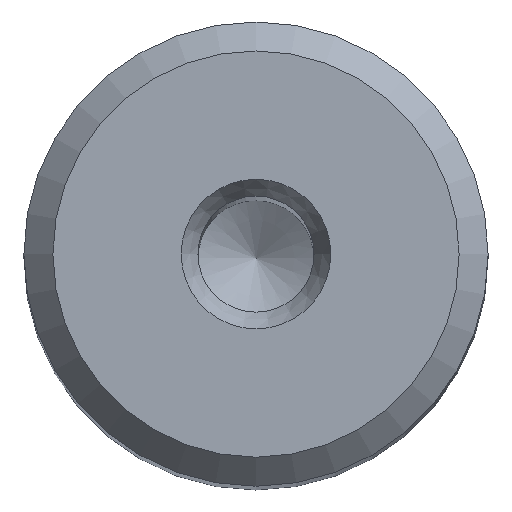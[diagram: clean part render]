
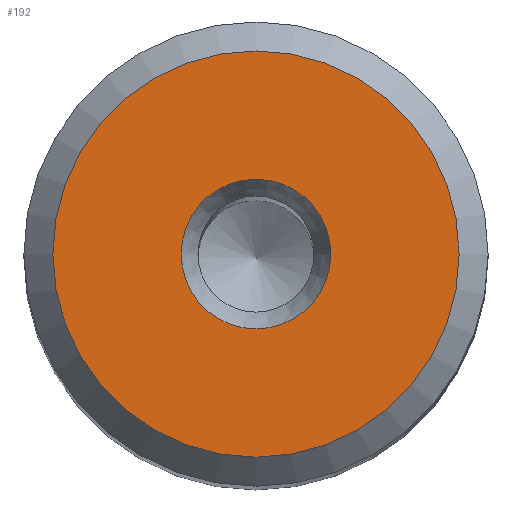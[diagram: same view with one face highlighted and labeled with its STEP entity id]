
A CAD part, top view. The second image highlights one B-rep face of the part: STEP entity #192.
In plain terms, the highlighted planar face has unit normal (0, 0, 1).
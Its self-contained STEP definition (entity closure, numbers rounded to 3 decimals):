
#192=ADVANCED_FACE('',(#255,#256),#253,.F.);
#253=PLANE('',#802);
#255=FACE_BOUND('',#377,.T.);
#256=FACE_BOUND('',#378,.T.);
#377=EDGE_LOOP('',(#497));
#378=EDGE_LOOP('',(#498));
#497=ORIENTED_EDGE('',*,*,#679,.T.);
#498=ORIENTED_EDGE('',*,*,#680,.F.);
#617=VERTEX_POINT('',#1089);
#618=VERTEX_POINT('',#1091);
#679=EDGE_CURVE('',#617,#617,#739,.T.);
#680=EDGE_CURVE('',#618,#618,#740,.T.);
#739=CIRCLE('',#800,14.);
#740=CIRCLE('',#801,5.155);
#800=AXIS2_PLACEMENT_3D('',#1088,#884,#885);
#801=AXIS2_PLACEMENT_3D('',#1090,#886,#887);
#802=AXIS2_PLACEMENT_3D('',#1092,#888,#889);
#884=DIRECTION('',(0.,0.,1.));
#885=DIRECTION('',(-1.,0.,0.));
#886=DIRECTION('',(0.,0.,1.));
#887=DIRECTION('',(1.,0.,0.));
#888=DIRECTION('',(0.,0.,-1.));
#889=DIRECTION('',(-1.,0.,0.));
#1088=CARTESIAN_POINT('',(0.,0.,150.));
#1089=CARTESIAN_POINT('',(-14.,0.,150.));
#1090=CARTESIAN_POINT('',(0.,0.,150.));
#1091=CARTESIAN_POINT('',(5.155,0.,150.));
#1092=CARTESIAN_POINT('',(16.,0.,150.));
